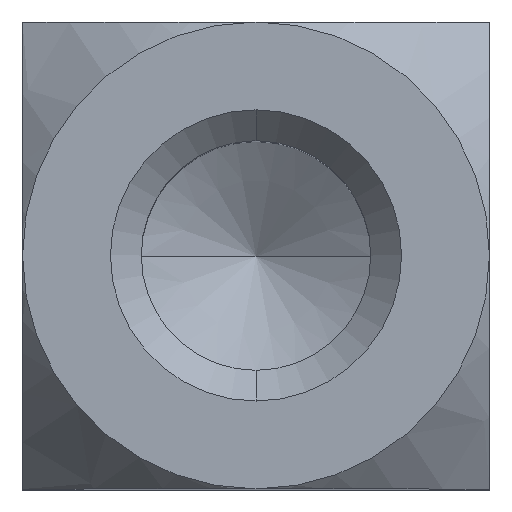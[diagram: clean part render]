
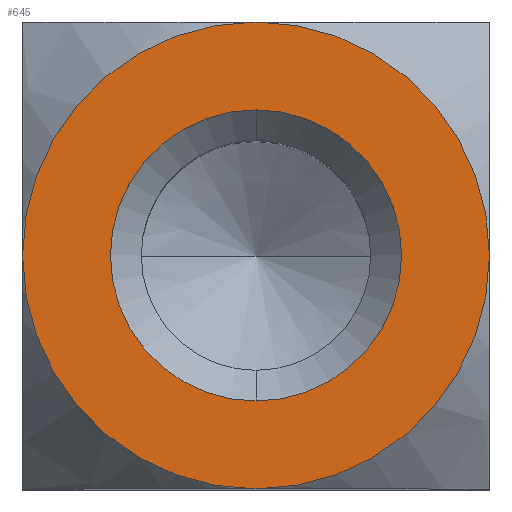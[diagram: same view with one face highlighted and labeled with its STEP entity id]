
A CAD part, top view. The second image highlights one B-rep face of the part: STEP entity #645.
In plain terms, the highlighted planar face has unit normal (0, 0, 1).
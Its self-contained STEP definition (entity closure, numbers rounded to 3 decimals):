
#106 = DIRECTION ( 'NONE',  ( 0., 0., -1. ) ) ;
#170 = AXIS2_PLACEMENT_3D ( 'NONE', #977, #2283, #2061 ) ;
#215 = CARTESIAN_POINT ( 'NONE',  ( 0., 0., 13.5 ) ) ;
#292 = CIRCLE ( 'NONE', #1937, 3.119 ) ;
#449 = CIRCLE ( 'NONE', #838, 5. ) ;
#452 = VERTEX_POINT ( 'NONE', #1211 ) ;
#477 = CARTESIAN_POINT ( 'NONE',  ( 0., 0., 13.5 ) ) ;
#499 = CARTESIAN_POINT ( 'NONE',  ( -5., -5., 13.5 ) ) ;
#512 = VERTEX_POINT ( 'NONE', #1015 ) ;
#529 = CARTESIAN_POINT ( 'NONE',  ( 0., 0., 13.5 ) ) ;
#584 = ORIENTED_EDGE ( 'NONE', *, *, #2432, .T. ) ;
#599 = ORIENTED_EDGE ( 'NONE', *, *, #2163, .T. ) ;
#645 = ADVANCED_FACE ( 'NONE', ( #2407, #2184 ), #1041, .T. ) ;
#669 = DIRECTION ( 'NONE',  ( 0., 0., 1. ) ) ;
#714 = AXIS2_PLACEMENT_3D ( 'NONE', #1726, #772, #1353 ) ;
#772 = DIRECTION ( 'NONE',  ( 0., 0., 1. ) ) ;
#778 = VERTEX_POINT ( 'NONE', #1898 ) ;
#838 = AXIS2_PLACEMENT_3D ( 'NONE', #477, #669, #1787 ) ;
#857 = DIRECTION ( 'NONE',  ( 0., -1., 0. ) ) ;
#877 = AXIS2_PLACEMENT_3D ( 'NONE', #529, #1081, #1827 ) ;
#914 = CIRCLE ( 'NONE', #714, 5. ) ;
#915 = ORIENTED_EDGE ( 'NONE', *, *, #1933, .T. ) ;
#977 = CARTESIAN_POINT ( 'NONE',  ( 0., 0., 13.5 ) ) ;
#1015 = CARTESIAN_POINT ( 'NONE',  ( 0., -5., 13.5 ) ) ;
#1041 = PLANE ( 'NONE',  #2399 ) ;
#1081 = DIRECTION ( 'NONE',  ( 0., 0., 1. ) ) ;
#1107 = CIRCLE ( 'NONE', #877, 5. ) ;
#1174 = EDGE_LOOP ( 'NONE', ( #599, #1292 ) ) ;
#1204 = ORIENTED_EDGE ( 'NONE', *, *, #2194, .T. ) ;
#1211 = CARTESIAN_POINT ( 'NONE',  ( 0., -3.119, 13.5 ) ) ;
#1247 = DIRECTION ( 'NONE',  ( 0., 0., 1. ) ) ;
#1283 = EDGE_CURVE ( 'NONE', #778, #452, #1884, .T. ) ;
#1292 = ORIENTED_EDGE ( 'NONE', *, *, #1283, .T. ) ;
#1339 = AXIS2_PLACEMENT_3D ( 'NONE', #215, #1907, #1746 ) ;
#1353 = DIRECTION ( 'NONE',  ( -1., 0., 0. ) ) ;
#1573 = VERTEX_POINT ( 'NONE', #2236 ) ;
#1726 = CARTESIAN_POINT ( 'NONE',  ( 0., 0., 13.5 ) ) ;
#1746 = DIRECTION ( 'NONE',  ( 0., -1., 0. ) ) ;
#1787 = DIRECTION ( 'NONE',  ( -1., 0., 0. ) ) ;
#1827 = DIRECTION ( 'NONE',  ( -1., 0., 0. ) ) ;
#1884 = CIRCLE ( 'NONE', #1339, 3.119 ) ;
#1898 = CARTESIAN_POINT ( 'NONE',  ( 0., 3.119, 13.5 ) ) ;
#1902 = CARTESIAN_POINT ( 'NONE',  ( -5., 0., 13.5 ) ) ;
#1907 = DIRECTION ( 'NONE',  ( 0., 0., -1. ) ) ;
#1933 = EDGE_CURVE ( 'NONE', #512, #1573, #1107, .T. ) ;
#1937 = AXIS2_PLACEMENT_3D ( 'NONE', #2140, #106, #857 ) ;
#1996 = DIRECTION ( 'NONE',  ( 1., 0., 0. ) ) ;
#2061 = DIRECTION ( 'NONE',  ( -1., 0., 0. ) ) ;
#2084 = EDGE_LOOP ( 'NONE', ( #2280, #584, #915, #1204 ) ) ;
#2088 = VERTEX_POINT ( 'NONE', #1902 ) ;
#2096 = CIRCLE ( 'NONE', #170, 5. ) ;
#2106 = EDGE_CURVE ( 'NONE', #2405, #2088, #914, .T. ) ;
#2140 = CARTESIAN_POINT ( 'NONE',  ( 0., 0., 13.5 ) ) ;
#2163 = EDGE_CURVE ( 'NONE', #452, #778, #292, .T. ) ;
#2184 = FACE_BOUND ( 'NONE', #1174, .T. ) ;
#2194 = EDGE_CURVE ( 'NONE', #1573, #2405, #449, .T. ) ;
#2236 = CARTESIAN_POINT ( 'NONE',  ( 5., 0., 13.5 ) ) ;
#2244 = CARTESIAN_POINT ( 'NONE',  ( 0., 5., 13.5 ) ) ;
#2280 = ORIENTED_EDGE ( 'NONE', *, *, #2106, .T. ) ;
#2283 = DIRECTION ( 'NONE',  ( 0., 0., 1. ) ) ;
#2399 = AXIS2_PLACEMENT_3D ( 'NONE', #499, #1247, #1996 ) ;
#2405 = VERTEX_POINT ( 'NONE', #2244 ) ;
#2407 = FACE_OUTER_BOUND ( 'NONE', #2084, .T. ) ;
#2432 = EDGE_CURVE ( 'NONE', #2088, #512, #2096, .T. ) ;
